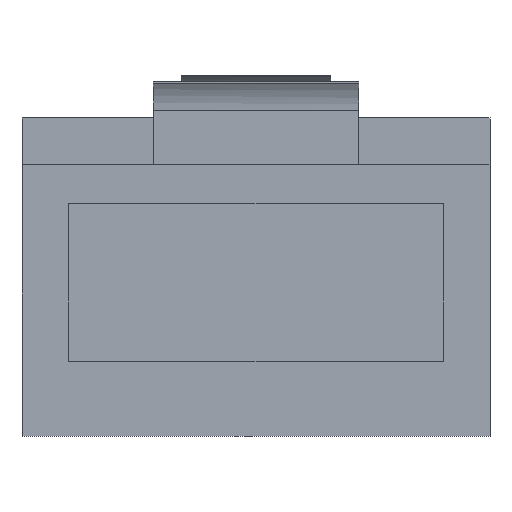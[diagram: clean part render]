
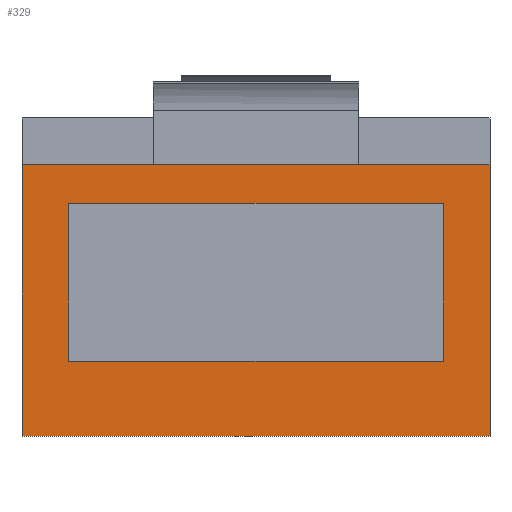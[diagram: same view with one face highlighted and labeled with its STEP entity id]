
A CAD part, front view. The second image highlights one B-rep face of the part: STEP entity #329.
In plain terms, the highlighted free-form (B-spline) face has degree [1, 1] with [2, 2] control points.
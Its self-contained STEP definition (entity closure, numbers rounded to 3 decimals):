
#16 = CARTESIAN_POINT ( 'NONE',  ( -12.5, 2.5, 6.5 ) ) ;
#40 = FACE_OUTER_BOUND ( 'NONE', #886, .T. ) ;
#71 = EDGE_CURVE ( 'NONE', #687, #385, #1014, .T. ) ;
#92 = B_SPLINE_CURVE_WITH_KNOTS ( 'NONE', 1,
 ( #742, #16 ),
 .UNSPECIFIED., .F., .F.,
 ( 2, 2 ),
 ( -0.542, 1.958 ),
 .UNSPECIFIED. ) ;
#98 = CARTESIAN_POINT ( 'NONE',  ( 10., 2.5, 4.437 ) ) ;
#134 = CARTESIAN_POINT ( 'NONE',  ( 10., 2.5, -4. ) ) ;
#158 = B_SPLINE_CURVE_WITH_KNOTS ( 'NONE', 1,
 ( #916, #806 ),
 .UNSPECIFIED., .F., .F.,
 ( 2, 2 ),
 ( 0., 2. ),
 .UNSPECIFIED. ) ;
#187 = ORIENTED_EDGE ( 'NONE', *, *, #965, .T. ) ;
#203 = VERTEX_POINT ( 'NONE', #98 ) ;
#224 = ORIENTED_EDGE ( 'NONE', *, *, #406, .T. ) ;
#237 = B_SPLINE_SURFACE_WITH_KNOTS ( 'NONE', 1, 1, ( 
 ( #994, #352 ),
 ( #267, #1015 ) ),
 .UNSPECIFIED., .F., .F., .F.,
 ( 2, 2 ),
 ( 2, 2 ),
 ( -0.601, 0.851 ),
 ( -1.251, 1.251 ),
 .UNSPECIFIED. ) ;
#243 = B_SPLINE_CURVE_WITH_KNOTS ( 'NONE', 1,
 ( #702, #134 ),
 .UNSPECIFIED., .F., .F.,
 ( 2, 2 ),
 ( 0., 0.844 ),
 .UNSPECIFIED. ) ;
#265 = CARTESIAN_POINT ( 'NONE',  ( 12.5, 2.5, 6.5 ) ) ;
#267 = CARTESIAN_POINT ( 'NONE',  ( -12.51, 2.5, -8.01 ) ) ;
#282 = CARTESIAN_POINT ( 'NONE',  ( -10., 2.5, 4.437 ) ) ;
#294 = ORIENTED_EDGE ( 'NONE', *, *, #825, .T. ) ;
#302 = B_SPLINE_CURVE_WITH_KNOTS ( 'NONE', 1,
 ( #996, #265 ),
 .UNSPECIFIED., .F., .F.,
 ( 2, 2 ),
 ( 0., 1.45 ),
 .UNSPECIFIED. ) ;
#329 = ADVANCED_FACE ( 'NONE', ( #40, #692 ), #237, .T. ) ;
#348 = VERTEX_POINT ( 'NONE', #918 ) ;
#350 = CARTESIAN_POINT ( 'NONE',  ( -12.5, 2.5, -8. ) ) ;
#352 = CARTESIAN_POINT ( 'NONE',  ( 12.51, 2.5, 6.51 ) ) ;
#357 = EDGE_CURVE ( 'NONE', #385, #203, #913, .T. ) ;
#368 = CARTESIAN_POINT ( 'NONE',  ( -12.5, 2.5, 6.5 ) ) ;
#385 = VERTEX_POINT ( 'NONE', #930 ) ;
#406 = EDGE_CURVE ( 'NONE', #852, #450, #804, .T. ) ;
#424 = ORIENTED_EDGE ( 'NONE', *, *, #475, .T. ) ;
#450 = VERTEX_POINT ( 'NONE', #350 ) ;
#475 = EDGE_CURVE ( 'NONE', #1036, #852, #92, .T. ) ;
#505 = CARTESIAN_POINT ( 'NONE',  ( -12.5, 2.5, 6.5 ) ) ;
#511 = EDGE_CURVE ( 'NONE', #682, #687, #158, .T. ) ;
#587 = CARTESIAN_POINT ( 'NONE',  ( 12.5, 2.5, -8. ) ) ;
#588 = CARTESIAN_POINT ( 'NONE',  ( -12.5, 2.5, -8. ) ) ;
#618 = ORIENTED_EDGE ( 'NONE', *, *, #71, .T. ) ;
#628 = CARTESIAN_POINT ( 'NONE',  ( -10., 2.5, 4.437 ) ) ;
#650 = CARTESIAN_POINT ( 'NONE',  ( -12.5, 2.5, -8. ) ) ;
#682 = VERTEX_POINT ( 'NONE', #961 ) ;
#687 = VERTEX_POINT ( 'NONE', #704 ) ;
#692 = FACE_BOUND ( 'NONE', #711, .T. ) ;
#702 = CARTESIAN_POINT ( 'NONE',  ( 10., 2.5, 4.437 ) ) ;
#704 = CARTESIAN_POINT ( 'NONE',  ( -10., 2.5, -4. ) ) ;
#705 = ORIENTED_EDGE ( 'NONE', *, *, #511, .T. ) ;
#711 = EDGE_LOOP ( 'NONE', ( #992, #705, #618, #923 ) ) ;
#742 = CARTESIAN_POINT ( 'NONE',  ( 12.5, 2.5, 6.5 ) ) ;
#789 = CARTESIAN_POINT ( 'NONE',  ( -10., 2.5, -4. ) ) ;
#804 = B_SPLINE_CURVE_WITH_KNOTS ( 'NONE', 1,
 ( #368, #588 ),
 .UNSPECIFIED., .F., .F.,
 ( 2, 2 ),
 ( 0.25, 1.7 ),
 .UNSPECIFIED. ) ;
#806 = CARTESIAN_POINT ( 'NONE',  ( -10., 2.5, -4. ) ) ;
#825 = EDGE_CURVE ( 'NONE', #450, #348, #897, .T. ) ;
#852 = VERTEX_POINT ( 'NONE', #505 ) ;
#886 = EDGE_LOOP ( 'NONE', ( #424, #224, #294, #187 ) ) ;
#897 = B_SPLINE_CURVE_WITH_KNOTS ( 'NONE', 1,
 ( #650, #587 ),
 .UNSPECIFIED., .F., .F.,
 ( 2, 2 ),
 ( 0., 2.5 ),
 .UNSPECIFIED. ) ;
#913 = B_SPLINE_CURVE_WITH_KNOTS ( 'NONE', 1,
 ( #282, #924 ),
 .UNSPECIFIED., .F., .F.,
 ( 2, 2 ),
 ( 0., 2. ),
 .UNSPECIFIED. ) ;
#916 = CARTESIAN_POINT ( 'NONE',  ( 10., 2.5, -4. ) ) ;
#918 = CARTESIAN_POINT ( 'NONE',  ( 12.5, 2.5, -8. ) ) ;
#923 = ORIENTED_EDGE ( 'NONE', *, *, #357, .T. ) ;
#924 = CARTESIAN_POINT ( 'NONE',  ( 10., 2.5, 4.437 ) ) ;
#930 = CARTESIAN_POINT ( 'NONE',  ( -10., 2.5, 4.437 ) ) ;
#961 = CARTESIAN_POINT ( 'NONE',  ( 10., 2.5, -4. ) ) ;
#965 = EDGE_CURVE ( 'NONE', #348, #1036, #302, .T. ) ;
#992 = ORIENTED_EDGE ( 'NONE', *, *, #1037, .T. ) ;
#994 = CARTESIAN_POINT ( 'NONE',  ( -12.51, 2.5, 6.51 ) ) ;
#996 = CARTESIAN_POINT ( 'NONE',  ( 12.5, 2.5, -8. ) ) ;
#1014 = B_SPLINE_CURVE_WITH_KNOTS ( 'NONE', 1,
 ( #789, #628 ),
 .UNSPECIFIED., .F., .F.,
 ( 2, 2 ),
 ( 0., 0.844 ),
 .UNSPECIFIED. ) ;
#1015 = CARTESIAN_POINT ( 'NONE',  ( 12.51, 2.5, -8.01 ) ) ;
#1035 = CARTESIAN_POINT ( 'NONE',  ( 12.5, 2.5, 6.5 ) ) ;
#1036 = VERTEX_POINT ( 'NONE', #1035 ) ;
#1037 = EDGE_CURVE ( 'NONE', #203, #682, #243, .T. ) ;
